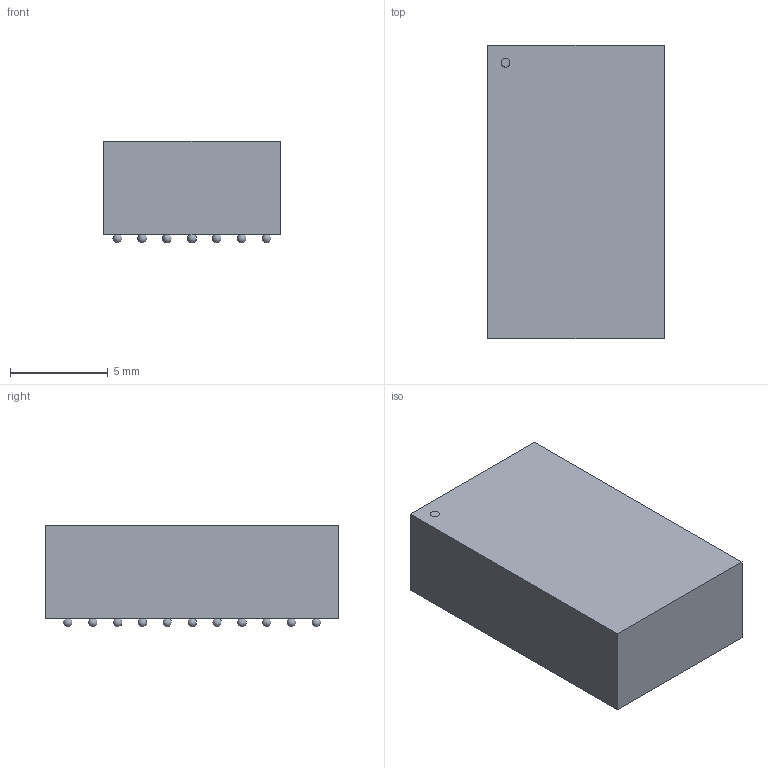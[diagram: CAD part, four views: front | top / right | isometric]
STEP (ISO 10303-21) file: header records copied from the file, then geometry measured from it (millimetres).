
FILE_DESCRIPTION(('FreeCAD Model'),'2;1');
FILE_NAME('part.step','2021-04-16T11:32:10',('kicad StepUp'),('ksu MCAD'), 'Open CASCADE STEP processor 7.3','FreeCAD','Unknown');
FILE_SCHEMA(('AUTOMOTIVE_DESIGN { 1 0 10303 214 1 1 1 1 }'));
Length unit declared in the file: millimetre
Products named in the file (1): part
Bounding box: 9 x 15 x 5.21 mm (x, y, z)
Volume: 649.5 mm3; surface area: 599.6 mm2
Topology: 156 solids, 156 shells, 163 faces, 815 edges, 2282 vertices
Faces by surface type: sphere 154, plane 8, cylinder 1
Full cylindrical faces by diameter (mm): 0.45 x1
Entity records: 7518 total; most frequent: CARTESIAN_POINT 2652, DIRECTION 992, AXIS2_PLACEMENT_3D 478, GEOMETRIC_CURVE_SET 339, TRIMMED_CURVE 338, CIRCLE 314, VERTEX_POINT 164, ADVANCED_FACE 163
